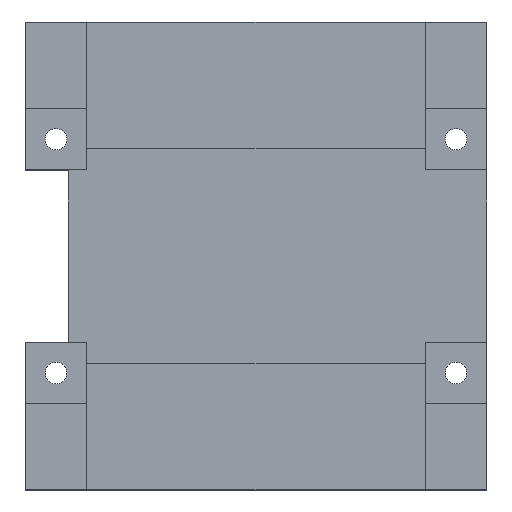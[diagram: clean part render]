
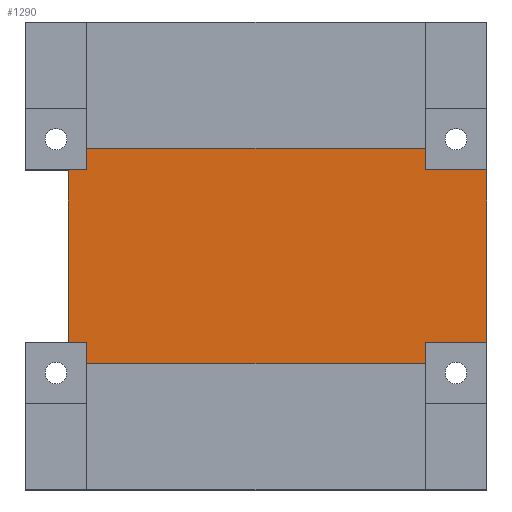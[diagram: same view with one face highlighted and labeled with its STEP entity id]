
A CAD part, top view. The second image highlights one B-rep face of the part: STEP entity #1290.
In plain terms, the highlighted planar face has unit normal (0, 0, 1).
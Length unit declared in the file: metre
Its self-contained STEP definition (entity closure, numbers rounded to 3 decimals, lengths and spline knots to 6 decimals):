
#90=ORIENTED_EDGE('',*,*,#459,.F.);
#91=ORIENTED_EDGE('',*,*,#460,.T.);
#92=ORIENTED_EDGE('',*,*,#461,.T.);
#93=ORIENTED_EDGE('',*,*,#397,.F.);
#94=ORIENTED_EDGE('',*,*,#462,.T.);
#95=ORIENTED_EDGE('',*,*,#463,.T.);
#96=ORIENTED_EDGE('',*,*,#464,.F.);
#97=ORIENTED_EDGE('',*,*,#418,.F.);
#98=ORIENTED_EDGE('',*,*,#465,.T.);
#99=ORIENTED_EDGE('',*,*,#466,.F.);
#100=ORIENTED_EDGE('',*,*,#467,.F.);
#101=ORIENTED_EDGE('',*,*,#468,.T.);
#397=EDGE_CURVE('',#583,#584,#709,.T.);
#418=EDGE_CURVE('',#604,#605,#730,.T.);
#459=EDGE_CURVE('',#642,#643,#771,.T.);
#460=EDGE_CURVE('',#642,#644,#772,.T.);
#461=EDGE_CURVE('',#644,#584,#773,.T.);
#462=EDGE_CURVE('',#583,#645,#774,.T.);
#463=EDGE_CURVE('',#645,#646,#775,.T.);
#464=EDGE_CURVE('',#605,#646,#776,.T.);
#465=EDGE_CURVE('',#604,#647,#777,.T.);
#466=EDGE_CURVE('',#648,#647,#778,.T.);
#467=EDGE_CURVE('',#649,#648,#779,.T.);
#468=EDGE_CURVE('',#649,#643,#780,.T.);
#583=VERTEX_POINT('',#1771);
#584=VERTEX_POINT('',#1773);
#604=VERTEX_POINT('',#1814);
#605=VERTEX_POINT('',#1816);
#642=VERTEX_POINT('',#1897);
#643=VERTEX_POINT('',#1898);
#644=VERTEX_POINT('',#1900);
#645=VERTEX_POINT('',#1903);
#646=VERTEX_POINT('',#1905);
#647=VERTEX_POINT('',#1908);
#648=VERTEX_POINT('',#1910);
#649=VERTEX_POINT('',#1912);
#709=LINE('',#1772,#887);
#730=LINE('',#1815,#908);
#771=LINE('',#1896,#949);
#772=LINE('',#1899,#950);
#773=LINE('',#1901,#951);
#774=LINE('',#1902,#952);
#775=LINE('',#1904,#953);
#776=LINE('',#1906,#954);
#777=LINE('',#1907,#955);
#778=LINE('',#1909,#956);
#779=LINE('',#1911,#957);
#780=LINE('',#1913,#958);
#887=VECTOR('',#1444,1.);
#908=VECTOR('',#1467,1.);
#949=VECTOR('',#1514,1.);
#950=VECTOR('',#1515,1.);
#951=VECTOR('',#1516,1.);
#952=VECTOR('',#1517,1.);
#953=VECTOR('',#1518,1.);
#954=VECTOR('',#1519,1.);
#955=VECTOR('',#1520,1.);
#956=VECTOR('',#1521,1.);
#957=VECTOR('',#1522,1.);
#958=VECTOR('',#1523,1.);
#1070=EDGE_LOOP('',(#90,#91,#92,#93,#94,#95,#96,#97,#98,#99,#100,#101));
#1150=FACE_BOUND('',#1070,.T.);
#1228=PLANE('',#1369);
#1290=ADVANCED_FACE('',(#1150),#1228,.T.);
#1369=AXIS2_PLACEMENT_3D('',#1895,#1512,#1513);
#1444=DIRECTION('',(0.,1.,0.));
#1467=DIRECTION('',(0.,-1.,0.));
#1512=DIRECTION('',(0.,0.,1.));
#1513=DIRECTION('',(1.,0.,0.));
#1514=DIRECTION('',(1.,0.,0.));
#1515=DIRECTION('',(0.,-1.,0.));
#1516=DIRECTION('',(1.,0.,0.));
#1517=DIRECTION('',(1.,0.,0.));
#1518=DIRECTION('',(0.,1.,0.));
#1519=DIRECTION('',(-1.,0.,0.));
#1520=DIRECTION('',(-1.,0.,0.));
#1521=DIRECTION('',(0.,-1.,0.));
#1522=DIRECTION('',(1.,0.,0.));
#1523=DIRECTION('',(0.,-1.,0.));
#1771=CARTESIAN_POINT('',(-0.0275,-0.0206,0.004));
#1772=CARTESIAN_POINT('',(-0.0275,-0.02075,0.004));
#1773=CARTESIAN_POINT('',(-0.0275,-0.014,0.004));
#1814=CARTESIAN_POINT('',(0.0375,0.014,0.004));
#1815=CARTESIAN_POINT('',(0.0375,0.,0.004));
#1816=CARTESIAN_POINT('',(0.0375,-0.014,0.004));
#1895=CARTESIAN_POINT('',(0.,0.,0.004));
#1896=CARTESIAN_POINT('',(-0.034,0.014,0.004));
#1897=CARTESIAN_POINT('',(-0.0305,0.014,0.004));
#1898=CARTESIAN_POINT('',(-0.0275,0.014,0.004));
#1899=CARTESIAN_POINT('',(-0.0305,0.,0.004));
#1900=CARTESIAN_POINT('',(-0.0305,-0.014,0.004));
#1901=CARTESIAN_POINT('',(-0.029,-0.014,0.004));
#1902=CARTESIAN_POINT('',(-0.0725,-0.0206,0.004));
#1903=CARTESIAN_POINT('',(0.0275,-0.0206,0.004));
#1904=CARTESIAN_POINT('',(0.0275,-0.02075,0.004));
#1905=CARTESIAN_POINT('',(0.0275,-0.014,0.004));
#1906=CARTESIAN_POINT('',(0.0325,-0.014,0.004));
#1907=CARTESIAN_POINT('',(0.0325,0.014,0.004));
#1908=CARTESIAN_POINT('',(0.0275,0.014,0.004));
#1909=CARTESIAN_POINT('',(0.0275,0.02075,0.004));
#1910=CARTESIAN_POINT('',(0.0275,0.0206,0.004));
#1911=CARTESIAN_POINT('',(-0.0725,0.0206,0.004));
#1912=CARTESIAN_POINT('',(-0.0275,0.0206,0.004));
#1913=CARTESIAN_POINT('',(-0.0275,0.02075,0.004));
